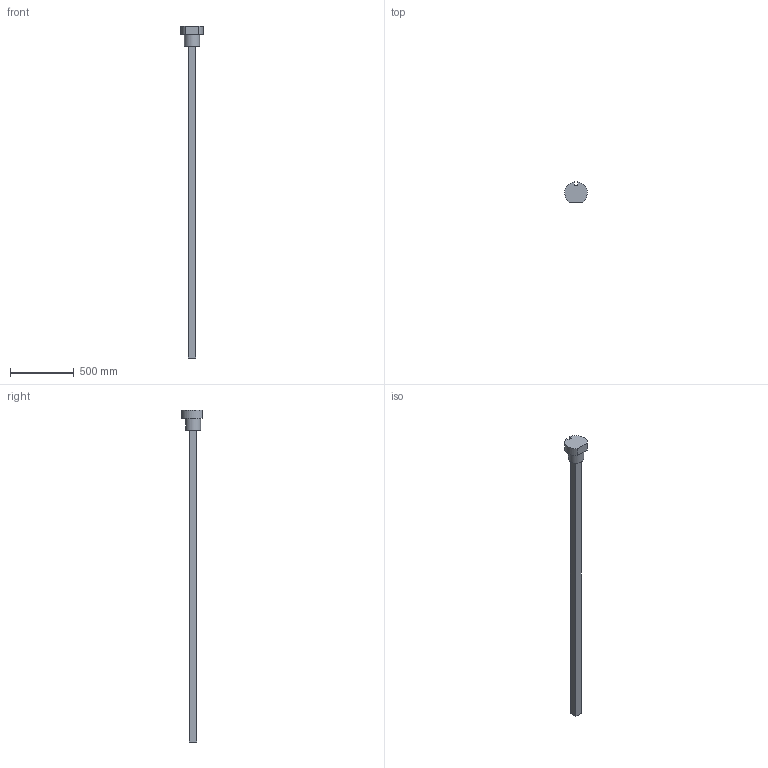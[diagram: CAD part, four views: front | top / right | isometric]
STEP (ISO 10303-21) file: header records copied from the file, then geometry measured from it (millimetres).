
FILE_DESCRIPTION((' '),'2;1');
FILE_NAME('KT7-HT_3D.stp','2012-04-03T16:39:25',(' '),(' '),' ','ACIS',' ');
FILE_SCHEMA(('CONFIG_CONTROL_DESIGN'));
Length unit declared in the file: millimetre
Products named in the file (3): KT7-HT_3D.stp; Body1; Body2
Assembly tree (2 placements, depth 2):
  KT7-HT_3D.stp
    Body1
    Body2
Bounding box: 177.34 x 158.79 x 2601.47 mm (x, y, z)
Volume: 11616046 mm3; surface area: 723072.4 mm2
Topology: 2 solids, 2 shells, 16 faces, 34 edges, 23 vertices
Faces by surface type: plane 13, cylinder 3
Full cylindrical faces by diameter (mm): 118.364 x1
Entity records: 804 total; most frequent: DIRECTION 80, CARTESIAN_POINT 75, ORIENTED_EDGE 64, EDGE_CURVE 32, PERSON 28, ORGANIZATION 28, PERSON_AND_ORGANIZATION 28, AXIS2_PLACEMENT_3D 27
